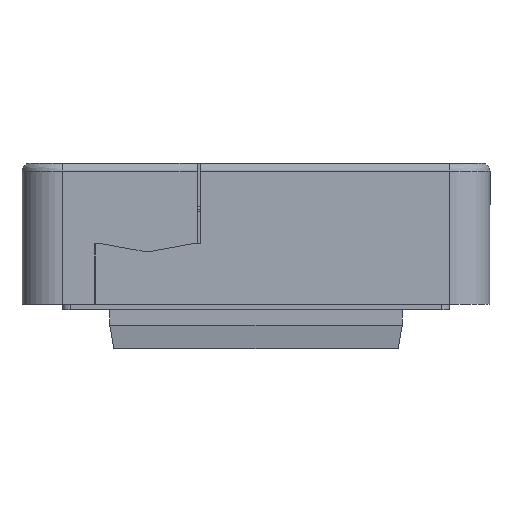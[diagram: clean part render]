
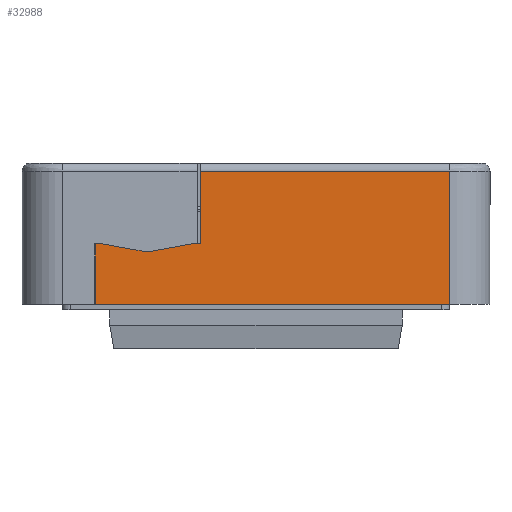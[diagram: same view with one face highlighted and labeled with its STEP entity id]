
A CAD part, left-side view. The second image highlights one B-rep face of the part: STEP entity #32988.
In plain terms, the highlighted planar face has unit normal (-1, 0, 0).
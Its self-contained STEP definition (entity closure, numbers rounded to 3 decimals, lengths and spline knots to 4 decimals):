
#1499 = CARTESIAN_POINT ( 'NONE',  ( -2.3819, -0.9449, 0.0787 ) ) ;
#1726 = DIRECTION ( 'NONE',  ( 0., 0., 1. ) ) ;
#2547 = VECTOR ( 'NONE', #46703, 39.3701 ) ;
#2809 = EDGE_CURVE ( 'NONE', #22092, #3785, #6608, .T. ) ;
#3785 = VERTEX_POINT ( 'NONE', #26071 ) ;
#3812 = ORIENTED_EDGE ( 'NONE', *, *, #25933, .T. ) ;
#4489 = ORIENTED_EDGE ( 'NONE', *, *, #15408, .T. ) ;
#4777 = VECTOR ( 'NONE', #9242, 39.3701 ) ;
#5355 = FACE_OUTER_BOUND ( 'NONE', #23407, .T. ) ;
#5592 = CARTESIAN_POINT ( 'NONE',  ( -2.3819, 0.2717, 0.0787 ) ) ;
#6608 = LINE ( 'NONE', #12913, #25738 ) ;
#8805 = VERTEX_POINT ( 'NONE', #30486 ) ;
#9242 = DIRECTION ( 'NONE',  ( 0., 0., -1. ) ) ;
#10210 = LINE ( 'NONE', #46455, #2547 ) ;
#10781 = VERTEX_POINT ( 'NONE', #41714 ) ;
#10994 = VECTOR ( 'NONE', #23753, 39.3701 ) ;
#11736 = VERTEX_POINT ( 'NONE', #29071 ) ;
#12913 = CARTESIAN_POINT ( 'NONE',  ( -2.3819, -1.1417, 0.748 ) ) ;
#13490 = VERTEX_POINT ( 'NONE', #28024 ) ;
#15216 = ORIENTED_EDGE ( 'NONE', *, *, #31972, .F. ) ;
#15408 = EDGE_CURVE ( 'NONE', #8805, #13490, #42820, .T. ) ;
#16094 = VERTEX_POINT ( 'NONE', #18563 ) ;
#16439 = CARTESIAN_POINT ( 'NONE',  ( -2.3819, -0.7763, 0.0984 ) ) ;
#16459 = ORIENTED_EDGE ( 'NONE', *, *, #43608, .F. ) ;
#17159 = EDGE_CURVE ( 'NONE', #11736, #28746, #37446, .T. ) ;
#18257 = CARTESIAN_POINT ( 'NONE',  ( -2.3819, 0.315, 0.3937 ) ) ;
#18563 = CARTESIAN_POINT ( 'NONE',  ( -2.3819, 0.5315, 0.3543 ) ) ;
#18739 = DIRECTION ( 'NONE',  ( 0., 0., -1. ) ) ;
#21760 = VECTOR ( 'NONE', #22130, 39.3701 ) ;
#22092 = VERTEX_POINT ( 'NONE', #23442 ) ;
#22130 = DIRECTION ( 'NONE',  ( 0., 0.984, -0.179 ) ) ;
#22327 = ORIENTED_EDGE ( 'NONE', *, *, #17159, .T. ) ;
#22362 = LINE ( 'NONE', #18257, #21760 ) ;
#23407 = EDGE_LOOP ( 'NONE', ( #40433, #3812, #22327, #24015, #25309, #4489, #29051, #16459, #15216 ) ) ;
#23442 = CARTESIAN_POINT ( 'NONE',  ( -2.3819, -0.9449, 0.748 ) ) ;
#23749 = LINE ( 'NONE', #1499, #4777 ) ;
#23753 = DIRECTION ( 'NONE',  ( 0., 1., 0. ) ) ;
#24015 = ORIENTED_EDGE ( 'NONE', *, *, #34854, .T. ) ;
#24217 = PLANE ( 'NONE',  #38044 ) ;
#24656 = VERTEX_POINT ( 'NONE', #47783 ) ;
#25252 = EDGE_CURVE ( 'NONE', #13490, #24656, #30807, .T. ) ;
#25309 = ORIENTED_EDGE ( 'NONE', *, *, #46092, .T. ) ;
#25738 = VECTOR ( 'NONE', #46722, 39.3701 ) ;
#25933 = EDGE_CURVE ( 'NONE', #3785, #11736, #35088, .T. ) ;
#26071 = CARTESIAN_POINT ( 'NONE',  ( -2.3819, 0.2717, 0.748 ) ) ;
#26580 = CARTESIAN_POINT ( 'NONE',  ( -2.3819, 0.7874, 0.3937 ) ) ;
#27083 = DIRECTION ( 'NONE',  ( 0., 1., 0. ) ) ;
#27140 = CARTESIAN_POINT ( 'NONE',  ( -2.3819, 0.7874, 0.3937 ) ) ;
#28024 = CARTESIAN_POINT ( 'NONE',  ( -2.3819, 0.7835, 0.3937 ) ) ;
#28067 = DIRECTION ( 'NONE',  ( 0., 0., -1. ) ) ;
#28589 = VECTOR ( 'NONE', #27083, 39.3701 ) ;
#28746 = VERTEX_POINT ( 'NONE', #32405 ) ;
#29051 = ORIENTED_EDGE ( 'NONE', *, *, #25252, .T. ) ;
#29071 = CARTESIAN_POINT ( 'NONE',  ( -2.3819, 0.2717, 0.3937 ) ) ;
#30430 = DIRECTION ( 'NONE',  ( 0., 1., 0. ) ) ;
#30486 = CARTESIAN_POINT ( 'NONE',  ( -2.3819, 0.748, 0.3937 ) ) ;
#30512 = CARTESIAN_POINT ( 'NONE',  ( -2.3819, -1.1417, 0.0787 ) ) ;
#30807 = LINE ( 'NONE', #33968, #40711 ) ;
#31972 = EDGE_CURVE ( 'NONE', #22092, #10781, #23749, .T. ) ;
#32405 = CARTESIAN_POINT ( 'NONE',  ( -2.3819, 0.315, 0.3937 ) ) ;
#32988 = ADVANCED_FACE ( 'NONE', ( #5355 ), #24217, .T. ) ;
#33968 = CARTESIAN_POINT ( 'NONE',  ( -2.3819, 0.7835, 0.0787 ) ) ;
#34836 = DIRECTION ( 'NONE',  ( -1., 0., 0. ) ) ;
#34854 = EDGE_CURVE ( 'NONE', #28746, #16094, #22362, .T. ) ;
#35088 = LINE ( 'NONE', #5592, #46063 ) ;
#35738 = VECTOR ( 'NONE', #30430, 39.3701 ) ;
#37446 = LINE ( 'NONE', #26580, #35738 ) ;
#37956 = LINE ( 'NONE', #16439, #28589 ) ;
#38044 = AXIS2_PLACEMENT_3D ( 'NONE', #30512, #34836, #1726 ) ;
#40433 = ORIENTED_EDGE ( 'NONE', *, *, #2809, .T. ) ;
#40711 = VECTOR ( 'NONE', #18739, 39.3701 ) ;
#41714 = CARTESIAN_POINT ( 'NONE',  ( -2.3819, -0.9449, 0.0984 ) ) ;
#42820 = LINE ( 'NONE', #27140, #10994 ) ;
#43608 = EDGE_CURVE ( 'NONE', #10781, #24656, #37956, .T. ) ;
#46063 = VECTOR ( 'NONE', #28067, 39.3701 ) ;
#46092 = EDGE_CURVE ( 'NONE', #16094, #8805, #10210, .T. ) ;
#46455 = CARTESIAN_POINT ( 'NONE',  ( -2.3819, 0.5315, 0.3543 ) ) ;
#46703 = DIRECTION ( 'NONE',  ( 0., 0.984, 0.179 ) ) ;
#46722 = DIRECTION ( 'NONE',  ( 0., 1., 0. ) ) ;
#47783 = CARTESIAN_POINT ( 'NONE',  ( -2.3819, 0.7835, 0.0984 ) ) ;
